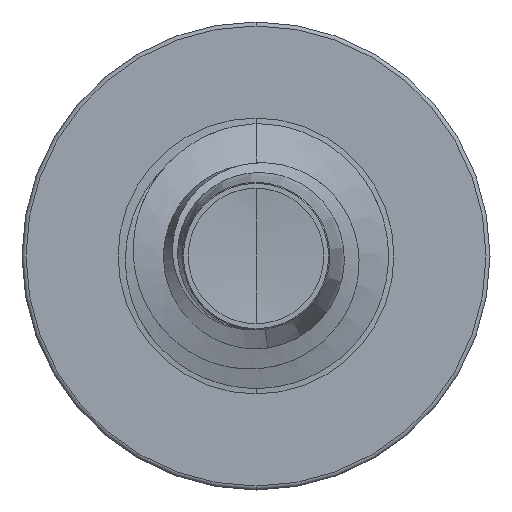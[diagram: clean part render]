
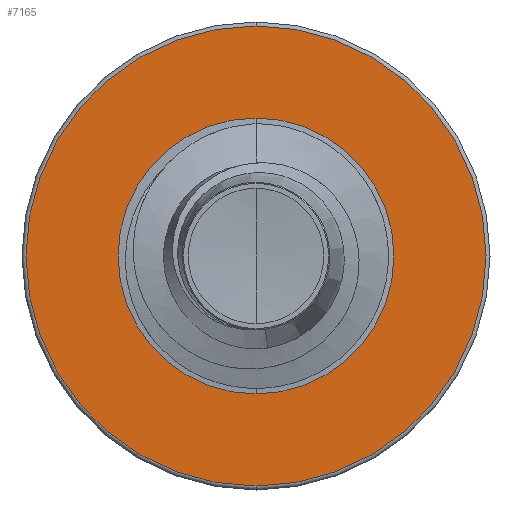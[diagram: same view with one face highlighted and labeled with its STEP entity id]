
A CAD part, front view. The second image highlights one B-rep face of the part: STEP entity #7165.
In plain terms, the highlighted planar face has unit normal (0, -1, 0).
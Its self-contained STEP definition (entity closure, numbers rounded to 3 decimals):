
#240 = CARTESIAN_POINT ( 'NONE',  ( 0., 2.5, 1.562 ) ) ;
#506 = CIRCLE ( 'NONE', #1210, 2.605 ) ;
#779 = DIRECTION ( 'NONE',  ( 0., 0., 1. ) ) ;
#782 = DIRECTION ( 'NONE',  ( 0., 1., 0. ) ) ;
#792 = CARTESIAN_POINT ( 'NONE',  ( 0., 2.5, 0. ) ) ;
#889 = VERTEX_POINT ( 'NONE', #4906 ) ;
#940 = AXIS2_PLACEMENT_3D ( 'NONE', #3177, #3174, #3170 ) ;
#1210 = AXIS2_PLACEMENT_3D ( 'NONE', #7107, #7098, #7094 ) ;
#1282 = AXIS2_PLACEMENT_3D ( 'NONE', #7172, #7167, #7140 ) ;
#1759 = ORIENTED_EDGE ( 'NONE', *, *, #7663, .F. ) ;
#1770 = VERTEX_POINT ( 'NONE', #4838 ) ;
#1847 = EDGE_LOOP ( 'NONE', ( #7419, #8928 ) ) ;
#2741 = CIRCLE ( 'NONE', #1282, 1.562 ) ;
#2875 = CIRCLE ( 'NONE', #940, 1.562 ) ;
#3079 = CARTESIAN_POINT ( 'NONE',  ( 0., 2.5, 2.605 ) ) ;
#3170 = DIRECTION ( 'NONE',  ( 0., 0., 1. ) ) ;
#3174 = DIRECTION ( 'NONE',  ( 0., 1., 0. ) ) ;
#3177 = CARTESIAN_POINT ( 'NONE',  ( 0., 2.5, 0. ) ) ;
#4020 = ORIENTED_EDGE ( 'NONE', *, *, #7815, .F. ) ;
#4131 = DIRECTION ( 'NONE',  ( 0., 0., 1. ) ) ;
#4146 = DIRECTION ( 'NONE',  ( 0., 1., 0. ) ) ;
#4163 = PLANE ( 'NONE',  #6013 ) ;
#4182 = CARTESIAN_POINT ( 'NONE',  ( 0., 2.5, -1.562 ) ) ;
#4209 = FACE_OUTER_BOUND ( 'NONE', #7335, .T. ) ;
#4740 = CIRCLE ( 'NONE', #6643, 2.605 ) ;
#4838 = CARTESIAN_POINT ( 'NONE',  ( 0., 2.5, -1.562 ) ) ;
#4906 = CARTESIAN_POINT ( 'NONE',  ( 0., 2.5, -2.605 ) ) ;
#5712 = VERTEX_POINT ( 'NONE', #240 ) ;
#6013 = AXIS2_PLACEMENT_3D ( 'NONE', #4182, #4146, #4131 ) ;
#6237 = VERTEX_POINT ( 'NONE', #3079 ) ;
#6643 = AXIS2_PLACEMENT_3D ( 'NONE', #792, #782, #779 ) ;
#7094 = DIRECTION ( 'NONE',  ( 0., 0., 1. ) ) ;
#7098 = DIRECTION ( 'NONE',  ( 0., 1., 0. ) ) ;
#7107 = CARTESIAN_POINT ( 'NONE',  ( 0., 2.5, 0. ) ) ;
#7140 = DIRECTION ( 'NONE',  ( 0., 0., 1. ) ) ;
#7165 = ADVANCED_FACE ( 'NONE', ( #4209, #8887 ), #4163, .F. ) ;
#7167 = DIRECTION ( 'NONE',  ( 0., 1., 0. ) ) ;
#7172 = CARTESIAN_POINT ( 'NONE',  ( 0., 2.5, 0. ) ) ;
#7335 = EDGE_LOOP ( 'NONE', ( #1759, #4020 ) ) ;
#7419 = ORIENTED_EDGE ( 'NONE', *, *, #7814, .T. ) ;
#7663 = EDGE_CURVE ( 'NONE', #6237, #889, #4740, .T. ) ;
#7814 = EDGE_CURVE ( 'NONE', #5712, #1770, #2741, .T. ) ;
#7815 = EDGE_CURVE ( 'NONE', #889, #6237, #506, .T. ) ;
#8071 = EDGE_CURVE ( 'NONE', #1770, #5712, #2875, .T. ) ;
#8887 = FACE_BOUND ( 'NONE', #1847, .T. ) ;
#8928 = ORIENTED_EDGE ( 'NONE', *, *, #8071, .T. ) ;
